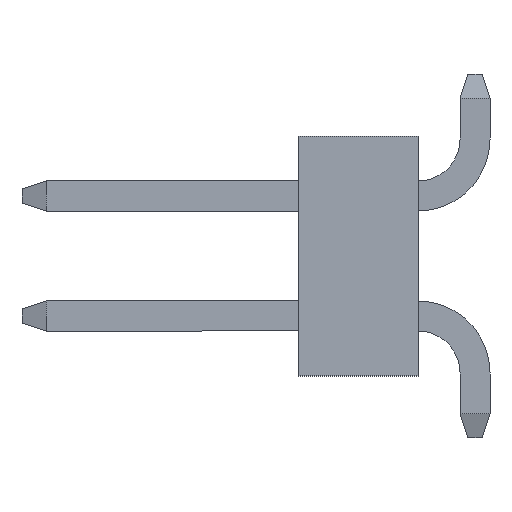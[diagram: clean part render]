
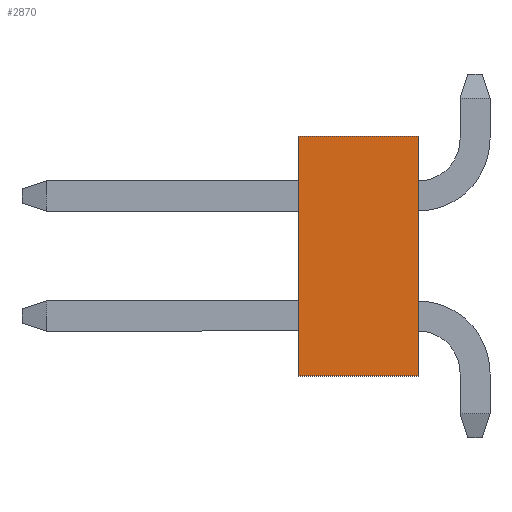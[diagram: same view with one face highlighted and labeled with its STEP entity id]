
A CAD part, left-side view. The second image highlights one B-rep face of the part: STEP entity #2870.
In plain terms, the highlighted planar face has unit normal (-1, 0, 0).
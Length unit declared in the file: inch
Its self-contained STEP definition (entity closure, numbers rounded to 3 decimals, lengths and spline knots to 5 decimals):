
#76 = CARTESIAN_POINT ( 'NONE',  ( -0.1, 0.16, 0.1 ) ) ;
#345 = CARTESIAN_POINT ( 'NONE',  ( -0.1, 0.16, 0.1 ) ) ;
#370 = VERTEX_POINT ( 'NONE', #3058 ) ;
#394 = ORIENTED_EDGE ( 'NONE', *, *, #2594, .F. ) ;
#689 = CARTESIAN_POINT ( 'NONE',  ( -0.1, 0.16, -0.1 ) ) ;
#711 = VERTEX_POINT ( 'NONE', #5512 ) ;
#889 = LINE ( 'NONE', #4319, #2921 ) ;
#969 = CARTESIAN_POINT ( 'NONE',  ( -0.1, 0.16, 0.1 ) ) ;
#1330 = FACE_OUTER_BOUND ( 'NONE', #3277, .T. ) ;
#1409 = EDGE_CURVE ( 'NONE', #3948, #370, #889, .T. ) ;
#1535 = DIRECTION ( 'NONE',  ( 0., -1., 0. ) ) ;
#1571 = PLANE ( 'NONE',  #2530 ) ;
#1731 = ORIENTED_EDGE ( 'NONE', *, *, #2064, .F. ) ;
#2012 = DIRECTION ( 'NONE',  ( 0., 0., -1. ) ) ;
#2016 = VERTEX_POINT ( 'NONE', #969 ) ;
#2064 = EDGE_CURVE ( 'NONE', #2016, #711, #4752, .T. ) ;
#2113 = ORIENTED_EDGE ( 'NONE', *, *, #5459, .T. ) ;
#2424 = LINE ( 'NONE', #76, #2961 ) ;
#2463 = DIRECTION ( 'NONE',  ( 1., 0., 0. ) ) ;
#2530 = AXIS2_PLACEMENT_3D ( 'NONE', #345, #2463, #2012 ) ;
#2550 = DIRECTION ( 'NONE',  ( 0., -1., 0. ) ) ;
#2594 = EDGE_CURVE ( 'NONE', #3948, #2016, #2424, .T. ) ;
#2712 = DIRECTION ( 'NONE',  ( 0., 0., 1. ) ) ;
#2824 = CARTESIAN_POINT ( 'NONE',  ( -0.1, 0.06, 0.1 ) ) ;
#2843 = DIRECTION ( 'NONE',  ( 0., 0., 1. ) ) ;
#2870 = ADVANCED_FACE ( 'NONE', ( #1330 ), #1571, .F. ) ;
#2888 = VECTOR ( 'NONE', #2843, 39.37008 ) ;
#2921 = VECTOR ( 'NONE', #2550, 39.37008 ) ;
#2961 = VECTOR ( 'NONE', #2712, 39.37008 ) ;
#3058 = CARTESIAN_POINT ( 'NONE',  ( -0.1, 0.06, -0.1 ) ) ;
#3277 = EDGE_LOOP ( 'NONE', ( #2113, #1731, #394, #4158 ) ) ;
#3948 = VERTEX_POINT ( 'NONE', #689 ) ;
#4158 = ORIENTED_EDGE ( 'NONE', *, *, #1409, .T. ) ;
#4319 = CARTESIAN_POINT ( 'NONE',  ( -0.1, 0.16, -0.1 ) ) ;
#4752 = LINE ( 'NONE', #4836, #5157 ) ;
#4836 = CARTESIAN_POINT ( 'NONE',  ( -0.1, 0.16, 0.1 ) ) ;
#4931 = LINE ( 'NONE', #2824, #2888 ) ;
#5157 = VECTOR ( 'NONE', #1535, 39.37008 ) ;
#5459 = EDGE_CURVE ( 'NONE', #370, #711, #4931, .T. ) ;
#5512 = CARTESIAN_POINT ( 'NONE',  ( -0.1, 0.06, 0.1 ) ) ;
